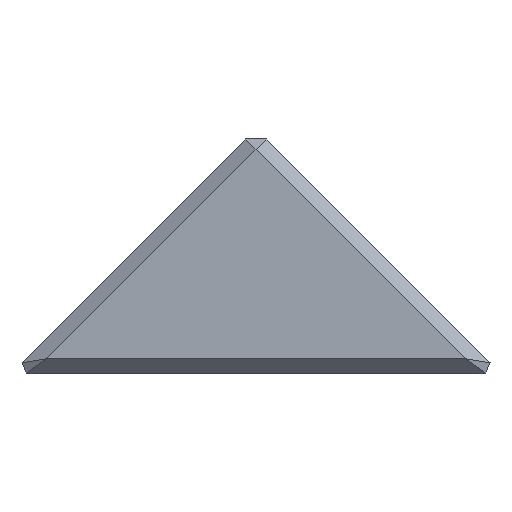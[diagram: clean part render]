
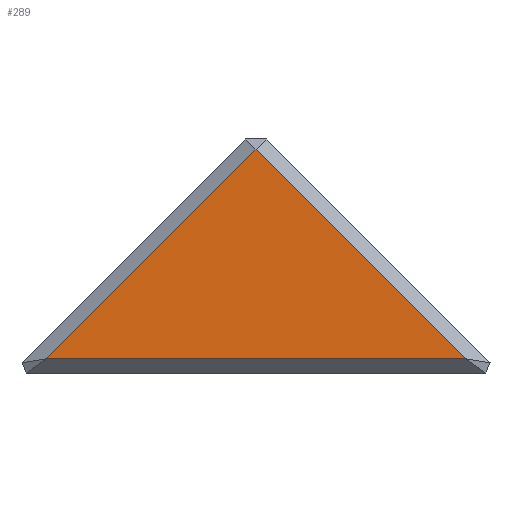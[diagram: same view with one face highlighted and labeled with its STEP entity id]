
A CAD part, left-side view. The second image highlights one B-rep face of the part: STEP entity #289.
In plain terms, the highlighted planar face has unit normal (-1, 0, 0).
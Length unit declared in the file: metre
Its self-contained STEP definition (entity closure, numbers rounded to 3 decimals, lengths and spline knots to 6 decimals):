
#81=ORIENTED_EDGE('',*,*,#100,.T.);
#82=ORIENTED_EDGE('',*,*,#87,.T.);
#83=ORIENTED_EDGE('',*,*,#96,.T.);
#87=EDGE_CURVE('',#120,#123,#141,.T.);
#96=EDGE_CURVE('',#123,#129,#150,.T.);
#100=EDGE_CURVE('',#129,#120,#154,.T.);
#120=VERTEX_POINT('',#404);
#123=VERTEX_POINT('',#409);
#129=VERTEX_POINT('',#428);
#141=LINE('',#410,#177);
#150=LINE('',#429,#186);
#154=LINE('',#435,#190);
#177=VECTOR('',#330,1.);
#186=VECTOR('',#347,1.);
#190=VECTOR('',#353,1.);
#229=EDGE_LOOP('',(#81,#82,#83));
#249=FACE_BOUND('',#229,.T.);
#269=PLANE('',#322);
#289=ADVANCED_FACE('',(#249),#269,.F.);
#322=AXIS2_PLACEMENT_3D('',#475,#399,#400);
#330=DIRECTION('',(0.,0.707,0.707));
#347=DIRECTION('',(0.,0.707,-0.707));
#353=DIRECTION('',(0.,-1.,0.));
#399=DIRECTION('',(1.,0.,0.));
#400=DIRECTION('',(0.,1.,0.));
#404=CARTESIAN_POINT('',(0.070142,0.009267,0.0025));
#409=CARTESIAN_POINT('',(0.070142,0.016576,0.009809));
#410=CARTESIAN_POINT('',(0.070142,0.003384,-0.003384));
#428=CARTESIAN_POINT('',(0.070142,0.023884,0.0025));
#429=CARTESIAN_POINT('',(0.070142,0.013192,0.013192));
#435=CARTESIAN_POINT('',(0.070142,0.,0.0025));
#475=CARTESIAN_POINT('',(0.070142,0.,0.));
